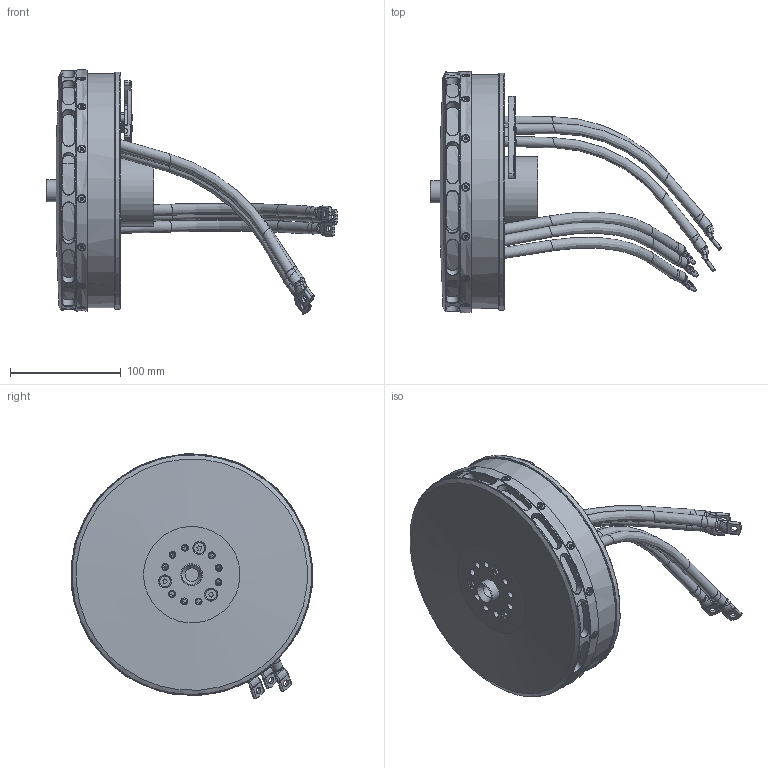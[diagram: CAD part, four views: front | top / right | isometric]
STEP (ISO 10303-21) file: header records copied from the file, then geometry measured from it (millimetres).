
FILE_DESCRIPTION(('FreeCAD Model'),'2;1');
FILE_NAME('Open CASCADE Shape Model','2025-04-15T11:21:06',(''),(''), 'Open CASCADE STEP processor 7.8','FreeCAD','Unknown');
FILE_SCHEMA(('AUTOMOTIVE_DESIGN { 1 0 10303 214 1 1 1 1 }'));
Length unit declared in the file: millimetre
Products named in the file (15): Motorkabel_001; Motorkabel_002; Motorkabel_003; Motor; Kabel; Motorkabel_004; Motorkabel_005; Motorkabel_006; Kabel2; Kabelschuh6mm_001; Kabelschuh6mm_002; Kabelschuh6mm_003; Kabelschuh6mm_004; Kabelschuh6mm_005; Kabelschuh6mm_006
Bounding box: 263.11 x 217.93 x 220.75 mm (x, y, z)
Volume: 1474944.7 mm3; surface area: 575532.6 mm2
Topology: 100 solids, 133 shells, 3638 faces, 8508 edges, 4777 vertices
Faces by surface type: cylinder 1127, plane 943, cone 588, sphere 381, bspline 320, torus 219, revolution 36, extrusion 24
Full cylindrical faces by diameter (mm): 2 x16, 2.4 x2, 3 x3, 3.2 x15, 3.3 x4, 3.9 x15, 4 x16, 4.2 x21, 5 x18, 5.2 x3, 5.5 x3, 6 x2, 6.1 x3, 6.2 x12, 6.5 x14, 7.6 x2, 9.6 x6, 12.2 x1, 14.5 x1, 17 x1, 20 x2, 25 x2, 30 x1, 30.25 x2, 35 x2, 36 x1, 36.75 x2, 38 x1, 40 x1, 42 x3
Entity records: 290517 total; most frequent: CARTESIAN_POINT 95187, DIRECTION 30540, ORIENTED_EDGE 16110, PCURVE 16110, DEFINITIONAL_REPRESENTATION 16110, VECTOR 14722, LINE 14698, EDGE_CURVE 8055
